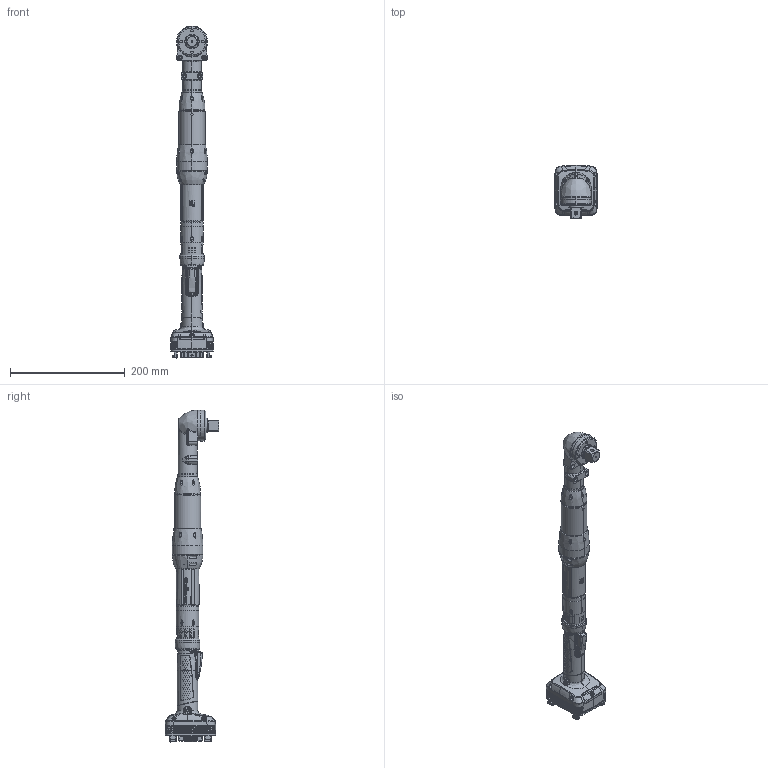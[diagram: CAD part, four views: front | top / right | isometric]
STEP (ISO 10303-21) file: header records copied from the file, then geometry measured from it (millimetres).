
FILE_DESCRIPTION((''),'2;1');
FILE_NAME('EXT_COMP_SW0053','2022-12-27T13:32:43',('INEdipo'),(''),'CREO PARAMETRIC BY PTC INC, 2020281','CREO PARAMETRIC BY PTC INC, 2020281','');
FILE_SCHEMA(('CONFIG_CONTROL_DESIGN'));
Products named in the file (1): EXT_COMP_SW0053
Bounding box: 74.42 x 93.94 x 578.25 mm (x, y, z)
Volume: 945603.2 mm3; surface area: 122362.4 mm2
Topology: 1 solids, 4 shells, 4893 faces, 12867 edges, 8313 vertices
Faces by surface type: plane 1462, extrusion 1062, bspline 1060, cylinder 1050, cone 123, torus 107, sphere 22, revolution 7
Entity records: 215086 total; most frequent: CARTESIAN_POINT 107734, ORIENTED_EDGE 25672, DIRECTION 15605, EDGE_CURVE 12836, VERTEX_POINT 8313, B_SPLINE_CURVE_WITH_KNOTS 6778, VECTOR 6308, EDGE_LOOP 5289
